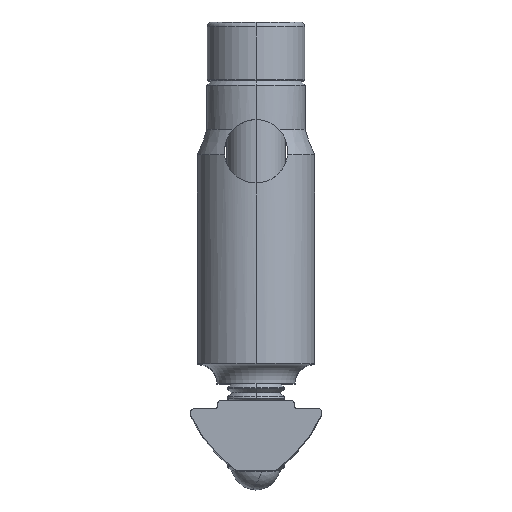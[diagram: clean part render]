
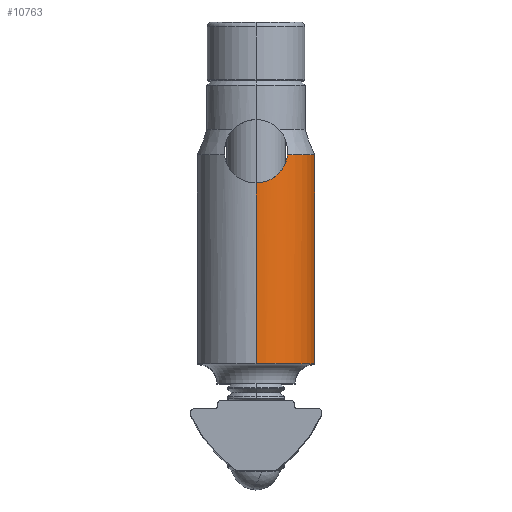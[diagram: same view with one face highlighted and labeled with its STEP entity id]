
A CAD part, top view. The second image highlights one B-rep face of the part: STEP entity #10763.
In plain terms, the highlighted cylindrical face has radius 6 mm (diameter 12 mm), a partial arc.
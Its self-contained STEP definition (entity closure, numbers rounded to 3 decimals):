
#61 = LINE ( 'NONE', #9535, #10335 ) ;
#230 = EDGE_CURVE ( 'NONE', #5975, #10927, #10883, .T. ) ;
#249 = AXIS2_PLACEMENT_3D ( 'NONE', #4318, #4308, #847 ) ;
#406 = VERTEX_POINT ( 'NONE', #1694 ) ;
#577 = EDGE_CURVE ( 'NONE', #406, #5975, #7199, .T. ) ;
#847 = DIRECTION ( 'NONE',  ( 0., 0., -1. ) ) ;
#942 = FACE_OUTER_BOUND ( 'NONE', #9228, .T. ) ;
#997 = LINE ( 'NONE', #6780, #7174 ) ;
#1184 = CARTESIAN_POINT ( 'NONE',  ( 0., 22.3, 77.2 ) ) ;
#1393 = EDGE_CURVE ( 'NONE', #10799, #10927, #61, .T. ) ;
#1694 = CARTESIAN_POINT ( 'NONE',  ( 0., 3.8, 77.2 ) ) ;
#1784 = CARTESIAN_POINT ( 'NONE',  ( 0., 22.3, 77.2 ) ) ;
#1795 = CARTESIAN_POINT ( 'NONE',  ( 0.204, 22.3, 77.2 ) ) ;
#1798 = CARTESIAN_POINT ( 'NONE',  ( 0.409, 22.32, 77.189 ) ) ;
#1815 = CARTESIAN_POINT ( 'NONE',  ( 0.804, 22.395, 77.149 ) ) ;
#1825 = CARTESIAN_POINT ( 'NONE',  ( 0.995, 22.45, 77.12 ) ) ;
#1829 = CARTESIAN_POINT ( 'NONE',  ( 1.363, 22.593, 77.046 ) ) ;
#1835 = CARTESIAN_POINT ( 'NONE',  ( 1.542, 22.683, 77.001 ) ) ;
#1837 = CARTESIAN_POINT ( 'NONE',  ( 1.876, 22.889, 76.902 ) ) ;
#1865 = CARTESIAN_POINT ( 'NONE',  ( 2.031, 23.005, 76.848 ) ) ;
#1869 = CARTESIAN_POINT ( 'NONE',  ( 2.319, 23.264, 76.736 ) ) ;
#1877 = CARTESIAN_POINT ( 'NONE',  ( 2.452, 23.408, 76.678 ) ) ;
#1882 = CARTESIAN_POINT ( 'NONE',  ( 2.69, 23.716, 76.565 ) ) ;
#1895 = CARTESIAN_POINT ( 'NONE',  ( 2.794, 23.879, 76.511 ) ) ;
#1907 = CARTESIAN_POINT ( 'NONE',  ( 2.975, 24.228, 76.411 ) ) ;
#1912 = CARTESIAN_POINT ( 'NONE',  ( 3.051, 24.413, 76.367 ) ) ;
#1921 = CARTESIAN_POINT ( 'NONE',  ( 3.167, 24.792, 76.297 ) ) ;
#1960 = B_SPLINE_CURVE_WITH_KNOTS ( 'NONE', 3,
 ( #2150, #1981, #1921, #1912, #1907, #1895, #1882, #1877, #1869, #1865, #1837, #1835, #1829, #1825, #1815, #1798, #1795, #1784 ),
 .UNSPECIFIED., .F., .F.,
 ( 4, 2, 2, 2, 2, 2, 2, 2, 4 ),
 ( -0.005, -0.004, -0.004, -0.003, -0.002, -0.002, -0.001, -0.001, 0. ),
 .UNSPECIFIED. ) ;
#1981 = CARTESIAN_POINT ( 'NONE',  ( 3.207, 24.987, 76.271 ) ) ;
#2011 = CARTESIAN_POINT ( 'NONE',  ( 0., 3.8, 65.2 ) ) ;
#2150 = CARTESIAN_POINT ( 'NONE',  ( 3.23, 25.19, 76.256 ) ) ;
#2151 = VERTEX_POINT ( 'NONE', #3093 ) ;
#2306 = EDGE_CURVE ( 'NONE', #2151, #10938, #1960, .T. ) ;
#2499 = ORIENTED_EDGE ( 'NONE', *, *, #9236, .T. ) ;
#2638 = EDGE_CURVE ( 'NONE', #10938, #406, #997, .T. ) ;
#2725 = CARTESIAN_POINT ( 'NONE',  ( 0.204, 22.3, 65.2 ) ) ;
#2740 = ORIENTED_EDGE ( 'NONE', *, *, #230, .T. ) ;
#2888 = AXIS2_PLACEMENT_3D ( 'NONE', #7735, #9256, #9230 ) ;
#2923 = DIRECTION ( 'NONE',  ( 0., 0., -1. ) ) ;
#3093 = CARTESIAN_POINT ( 'NONE',  ( 3.23, 25.19, 76.256 ) ) ;
#3398 = VERTEX_POINT ( 'NONE', #5016 ) ;
#3511 = CARTESIAN_POINT ( 'NONE',  ( 2.689, 23.715, 65.835 ) ) ;
#3648 = DIRECTION ( 'NONE',  ( 0., -1., 0. ) ) ;
#4308 = DIRECTION ( 'NONE',  ( 0., 1., 0. ) ) ;
#4318 = CARTESIAN_POINT ( 'NONE',  ( 0., 3.8, 71.2 ) ) ;
#5016 = CARTESIAN_POINT ( 'NONE',  ( 3.23, 25.19, 66.144 ) ) ;
#5273 = CARTESIAN_POINT ( 'NONE',  ( 0., 22.3, 65.2 ) ) ;
#5475 = CARTESIAN_POINT ( 'NONE',  ( 2.795, 23.879, 65.89 ) ) ;
#5975 = VERTEX_POINT ( 'NONE', #9373 ) ;
#6221 = B_SPLINE_CURVE_WITH_KNOTS ( 'NONE', 3,
 ( #5273, #2725, #9492, #11041, #10192, #7977, #7116, #8718, #8577, #7941, #11192, #3511, #5475, #10738, #9955, #9916, #9863, #9147 ),
 .UNSPECIFIED., .F., .F.,
 ( 4, 2, 2, 2, 2, 2, 2, 2, 4 ),
 ( 0.005, 0.005, 0.006, 0.007, 0.007, 0.008, 0.008, 0.009, 0.01 ),
 .UNSPECIFIED. ) ;
#6451 = ORIENTED_EDGE ( 'NONE', *, *, #2638, .T. ) ;
#6471 = AXIS2_PLACEMENT_3D ( 'NONE', #7226, #3648, #2923 ) ;
#6780 = CARTESIAN_POINT ( 'NONE',  ( 0., 1.8, 77.2 ) ) ;
#7116 = CARTESIAN_POINT ( 'NONE',  ( 1.539, 22.681, 65.398 ) ) ;
#7174 = VECTOR ( 'NONE', #10308, 1000. ) ;
#7199 = CIRCLE ( 'NONE', #249, 6. ) ;
#7226 = CARTESIAN_POINT ( 'NONE',  ( 0., 1.8, 71.2 ) ) ;
#7247 = DIRECTION ( 'NONE',  ( 0., 0., -1. ) ) ;
#7264 = DIRECTION ( 'NONE',  ( 0., -1., 0. ) ) ;
#7316 = CARTESIAN_POINT ( 'NONE',  ( 0., 25.19, 71.2 ) ) ;
#7735 = CARTESIAN_POINT ( 'NONE',  ( 0., 3.8, 71.2 ) ) ;
#7820 = CYLINDRICAL_SURFACE ( 'NONE', #6471, 6. ) ;
#7941 = CARTESIAN_POINT ( 'NONE',  ( 2.319, 23.265, 65.664 ) ) ;
#7942 = ORIENTED_EDGE ( 'NONE', *, *, #11267, .T. ) ;
#7977 = CARTESIAN_POINT ( 'NONE',  ( 1.364, 22.593, 65.354 ) ) ;
#8342 = ORIENTED_EDGE ( 'NONE', *, *, #1393, .F. ) ;
#8577 = CARTESIAN_POINT ( 'NONE',  ( 2.031, 23.005, 65.552 ) ) ;
#8718 = CARTESIAN_POINT ( 'NONE',  ( 1.873, 22.887, 65.497 ) ) ;
#8797 = ORIENTED_EDGE ( 'NONE', *, *, #2306, .T. ) ;
#8918 = ORIENTED_EDGE ( 'NONE', *, *, #577, .T. ) ;
#9079 = AXIS2_PLACEMENT_3D ( 'NONE', #7316, #7264, #7247 ) ;
#9147 = CARTESIAN_POINT ( 'NONE',  ( 3.23, 25.19, 66.144 ) ) ;
#9228 = EDGE_LOOP ( 'NONE', ( #8797, #6451, #8918, #2740, #8342, #2499, #7942 ) ) ;
#9230 = DIRECTION ( 'NONE',  ( 0., 0., -1. ) ) ;
#9236 = EDGE_CURVE ( 'NONE', #10799, #3398, #6221, .T. ) ;
#9256 = DIRECTION ( 'NONE',  ( 0., 1., 0. ) ) ;
#9373 = CARTESIAN_POINT ( 'NONE',  ( 6., 3.8, 71.2 ) ) ;
#9492 = CARTESIAN_POINT ( 'NONE',  ( 0.404, 22.319, 65.21 ) ) ;
#9535 = CARTESIAN_POINT ( 'NONE',  ( 0., 1.8, 65.2 ) ) ;
#9558 = DIRECTION ( 'NONE',  ( 0., -1., 0. ) ) ;
#9863 = CARTESIAN_POINT ( 'NONE',  ( 3.207, 24.987, 66.129 ) ) ;
#9916 = CARTESIAN_POINT ( 'NONE',  ( 3.166, 24.789, 66.103 ) ) ;
#9955 = CARTESIAN_POINT ( 'NONE',  ( 3.049, 24.406, 66.032 ) ) ;
#10192 = CARTESIAN_POINT ( 'NONE',  ( 0.993, 22.449, 65.28 ) ) ;
#10308 = DIRECTION ( 'NONE',  ( 0., -1., 0. ) ) ;
#10335 = VECTOR ( 'NONE', #9558, 1000. ) ;
#10413 = CARTESIAN_POINT ( 'NONE',  ( 0., 22.3, 65.2 ) ) ;
#10451 = CIRCLE ( 'NONE', #9079, 6. ) ;
#10738 = CARTESIAN_POINT ( 'NONE',  ( 2.974, 24.225, 65.988 ) ) ;
#10763 = ADVANCED_FACE ( 'NONE', ( #942 ), #7820, .T. ) ;
#10799 = VERTEX_POINT ( 'NONE', #10413 ) ;
#10883 = CIRCLE ( 'NONE', #2888, 6. ) ;
#10927 = VERTEX_POINT ( 'NONE', #2011 ) ;
#10938 = VERTEX_POINT ( 'NONE', #1184 ) ;
#11041 = CARTESIAN_POINT ( 'NONE',  ( 0.798, 22.393, 65.25 ) ) ;
#11192 = CARTESIAN_POINT ( 'NONE',  ( 2.45, 23.406, 65.722 ) ) ;
#11267 = EDGE_CURVE ( 'NONE', #3398, #2151, #10451, .T. ) ;
